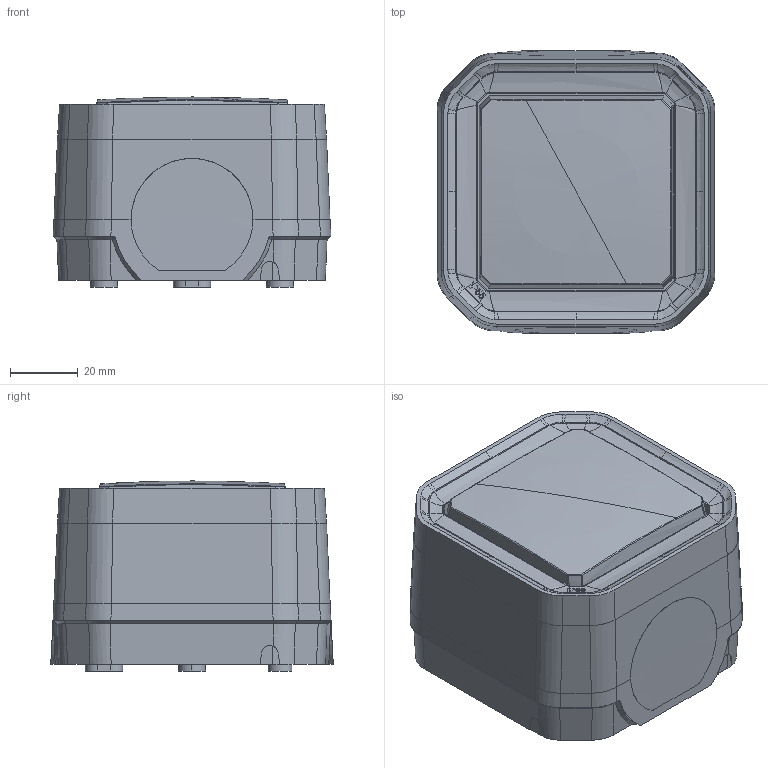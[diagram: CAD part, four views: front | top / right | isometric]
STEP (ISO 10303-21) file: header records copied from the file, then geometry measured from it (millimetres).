
FILE_DESCRIPTION(('CATIA V5 STEP Exchange','CAx-IF Rec.Pracs.--- Model Styling and Organization---1.5--- 2016-08-15','CAx-IF Rec.Pracs.---Supplemental Geometry---1.0---2011-11-01','CAx-IF Rec.Pracs.--- Composite Materials ---1.1---2010-07-15'),'2;1');
FILE_NAME('Volume Inter Saillie.stp','2021-12-22T12:40:18+00:00',('none'),('none'),'CATIA Version 5-6 Release 2020 SP3','CATIA V5 STEP AP214 v2','none');
FILE_SCHEMA(('AUTOMOTIVE_DESIGN { 1 0 10303 214 1 1 1 1 }'));
Length unit declared in the file: millimetre
Products named in the file (1): Volume Inter Saillie
Bounding box: 82.09 x 83.45 x 56.15 mm (x, y, z)
Volume: 318645.2 mm3; surface area: 77124.2 mm2
Topology: 5 solids, 5 shells, 399 faces, 1067 edges, 694 vertices
Faces by surface type: plane 128, bspline 114, cylinder 73, extrusion 66, torus 12, cone 4, sphere 2
Entity records: 18606 total; most frequent: CARTESIAN_POINT 10261, ORIENTED_EDGE 2130, EDGE_CURVE 1065, DIRECTION 943, VERTEX_POINT 694, B_SPLINE_CURVE_WITH_KNOTS 653, VECTOR 445, EDGE_LOOP 417
